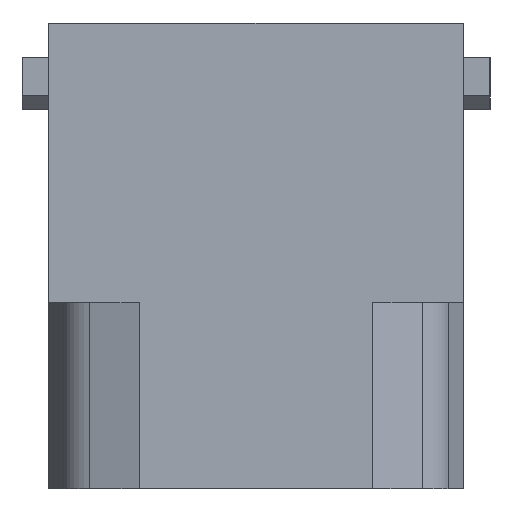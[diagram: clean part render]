
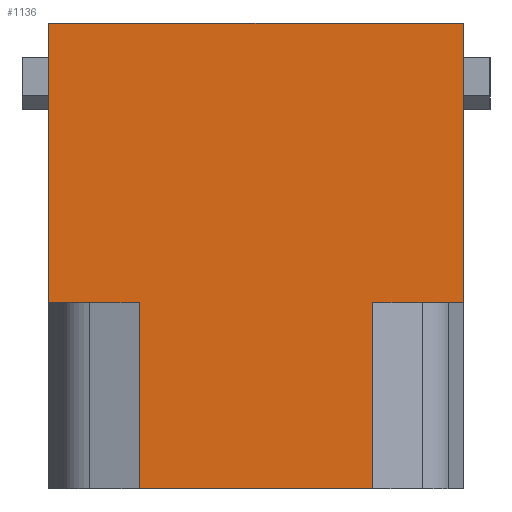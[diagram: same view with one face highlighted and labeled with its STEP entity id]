
A CAD part, left-side view. The second image highlights one B-rep face of the part: STEP entity #1136.
In plain terms, the highlighted planar face has unit normal (-1, 0, 0).
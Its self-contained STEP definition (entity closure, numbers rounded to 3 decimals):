
#1107=AXIS2_PLACEMENT_3D('Plane Axis2P3D',#1104,#1105,#1106) ;
#172=CARTESIAN_POINT('Vertex',(0.,32.25,13.6)) ;
#175=CARTESIAN_POINT('Line Origine',(0.,32.25,23.8)) ;
#179=CARTESIAN_POINT('Vertex',(0.,32.25,34.)) ;
#253=CARTESIAN_POINT('Line Origine',(0.,17.1,34.)) ;
#257=CARTESIAN_POINT('Vertex',(0.,1.95,34.)) ;
#443=CARTESIAN_POINT('Vertex',(0.,1.95,13.6)) ;
#474=CARTESIAN_POINT('Line Origine',(0.,1.95,23.8)) ;
#626=CARTESIAN_POINT('Vertex',(0.,8.556,0.)) ;
#629=CARTESIAN_POINT('Line Origine',(0.,17.1,0.)) ;
#633=CARTESIAN_POINT('Vertex',(0.,25.644,0.)) ;
#1071=CARTESIAN_POINT('Line Origine',(0.,28.947,13.6)) ;
#1075=CARTESIAN_POINT('Vertex',(0.,25.644,13.6)) ;
#1104=CARTESIAN_POINT('Axis2P3D Location',(0.,17.1,19.975)) ;
#1109=CARTESIAN_POINT('Line Origine',(0.,25.644,6.8)) ;
#1114=CARTESIAN_POINT('Line Origine',(0.,8.556,6.8)) ;
#1118=CARTESIAN_POINT('Vertex',(0.,8.556,13.6)) ;
#1121=CARTESIAN_POINT('Line Origine',(0.,5.253,13.6)) ;
#176=DIRECTION('Vector Direction',(0.,0.,1.)) ;
#254=DIRECTION('Vector Direction',(0.,1.,0.)) ;
#475=DIRECTION('Vector Direction',(0.,0.,-1.)) ;
#630=DIRECTION('Vector Direction',(0.,1.,0.)) ;
#1072=DIRECTION('Vector Direction',(0.,-1.,0.)) ;
#1105=DIRECTION('Axis2P3D Direction',(-1.,0.,0.)) ;
#1106=DIRECTION('Axis2P3D XDirection',(0.,-1.,0.)) ;
#1110=DIRECTION('Vector Direction',(0.,0.,-1.)) ;
#1115=DIRECTION('Vector Direction',(0.,0.,1.)) ;
#1122=DIRECTION('Vector Direction',(0.,-1.,0.)) ;
#177=VECTOR('Line Direction',#176,1.) ;
#255=VECTOR('Line Direction',#254,1.) ;
#476=VECTOR('Line Direction',#475,1.) ;
#631=VECTOR('Line Direction',#630,1.) ;
#1073=VECTOR('Line Direction',#1072,1.) ;
#1111=VECTOR('Line Direction',#1110,1.) ;
#1116=VECTOR('Line Direction',#1115,1.) ;
#1123=VECTOR('Line Direction',#1122,1.) ;
#1127=ORIENTED_EDGE('',*,*,#1113,.T.) ;
#1128=ORIENTED_EDGE('',*,*,#635,.F.) ;
#1129=ORIENTED_EDGE('',*,*,#1120,.T.) ;
#1130=ORIENTED_EDGE('',*,*,#1125,.T.) ;
#1131=ORIENTED_EDGE('',*,*,#478,.F.) ;
#1132=ORIENTED_EDGE('',*,*,#259,.T.) ;
#1133=ORIENTED_EDGE('',*,*,#181,.F.) ;
#1134=ORIENTED_EDGE('',*,*,#1077,.T.) ;
#1136=ADVANCED_FACE('Hauptkoerper',(#1135),#1108,.T.) ;
#181=EDGE_CURVE('',#173,#180,#178,.T.) ;
#259=EDGE_CURVE('',#258,#180,#256,.T.) ;
#478=EDGE_CURVE('',#258,#444,#477,.T.) ;
#635=EDGE_CURVE('',#627,#634,#632,.T.) ;
#1077=EDGE_CURVE('',#173,#1076,#1074,.T.) ;
#1113=EDGE_CURVE('',#1076,#634,#1112,.T.) ;
#1120=EDGE_CURVE('',#627,#1119,#1117,.T.) ;
#1125=EDGE_CURVE('',#1119,#444,#1124,.T.) ;
#1126=EDGE_LOOP('',(#1127,#1128,#1129,#1130,#1131,#1132,#1133,#1134)) ;
#1135=FACE_OUTER_BOUND('',#1126,.T.) ;
#178=LINE('Line',#175,#177) ;
#256=LINE('Line',#253,#255) ;
#477=LINE('Line',#474,#476) ;
#632=LINE('Line',#629,#631) ;
#1074=LINE('Line',#1071,#1073) ;
#1112=LINE('Line',#1109,#1111) ;
#1117=LINE('Line',#1114,#1116) ;
#1124=LINE('Line',#1121,#1123) ;
#1108=PLANE('',#1107) ;
#173=VERTEX_POINT('',#172) ;
#180=VERTEX_POINT('',#179) ;
#258=VERTEX_POINT('',#257) ;
#444=VERTEX_POINT('',#443) ;
#627=VERTEX_POINT('',#626) ;
#634=VERTEX_POINT('',#633) ;
#1076=VERTEX_POINT('',#1075) ;
#1119=VERTEX_POINT('',#1118) ;
